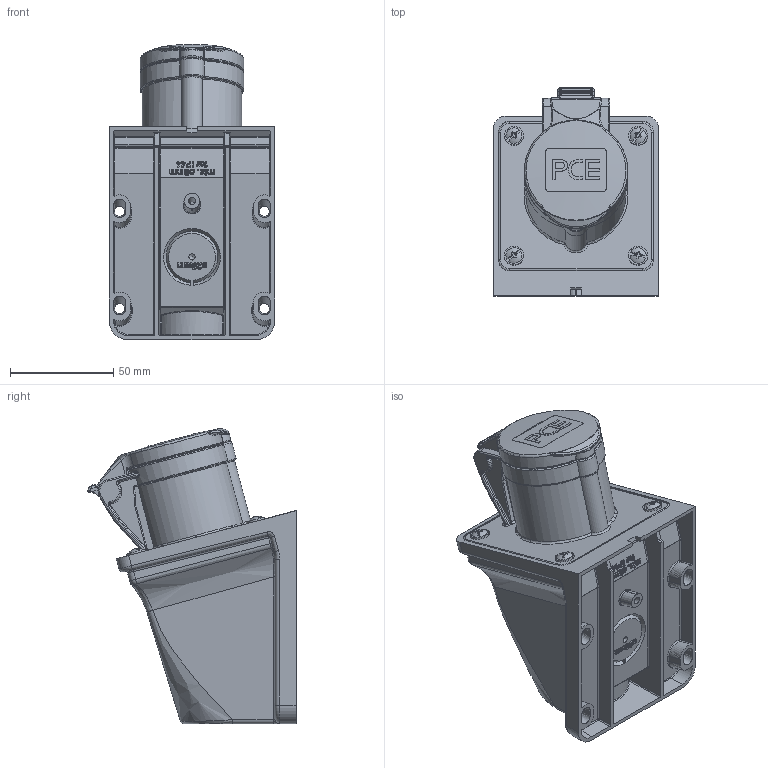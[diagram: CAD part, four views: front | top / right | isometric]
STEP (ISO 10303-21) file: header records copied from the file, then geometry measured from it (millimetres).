
FILE_DESCRIPTION (( 'STEP AP203' ), '1' );
FILE_NAME ('11391-6.STEP', '2018-10-30T10:00:19', ( '' ), ( '' ), 'SwSTEP 2.0', 'SolidWorks 2017', '' );
FILE_SCHEMA (( 'CONFIG_CONTROL_DESIGN' ));
Products named in the file (1): 11391-6
Bounding box: 80 x 100.62 x 142.76 mm (x, y, z)
Volume: 449665.2 mm3; surface area: 57875.9 mm2
Topology: 1 solids, 2 shells, 1314 faces, 3398 edges, 2110 vertices
Faces by surface type: plane 536, bspline 405, cylinder 219, torus 74, sphere 40, cone 40
Full cylindrical faces by diameter (mm): 9.3 x2, 25 x1
Entity records: 90124 total; most frequent: CARTESIAN_POINT 62533, ORIENTED_EDGE 6620, DIRECTION 4368, EDGE_CURVE 3310, VERTEX_POINT 2077, AXIS2_PLACEMENT_3D 1469, VECTOR 1430, LINE 1430
